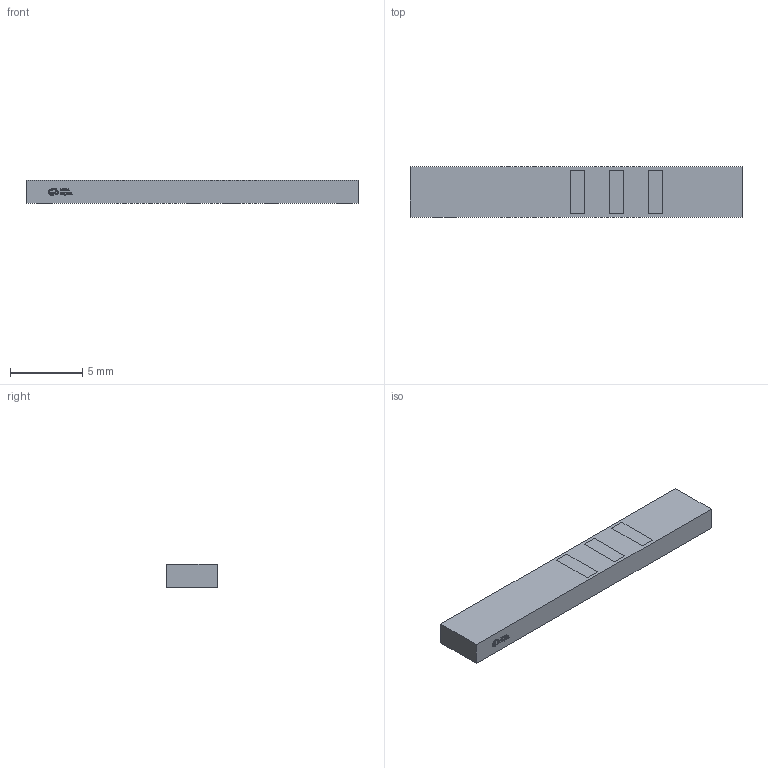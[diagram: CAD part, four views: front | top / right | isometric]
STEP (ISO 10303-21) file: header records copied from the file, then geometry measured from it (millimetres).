
FILE_DESCRIPTION (( 'STEP AP214' ), '1' );
FILE_NAME ('ANT-SMD_L23.0-W3.5.step', '2022-06-14T10:03:16', ( '' ), ( '' ), 'SwSTEP 2.0', 'SolidWorks 2020', '' );
FILE_SCHEMA (( 'AUTOMOTIVE_DESIGN' ));
Length unit declared in the file: millimetre
Products named in the file (1): ANT-SMD_L23.0-W3.5
Bounding box: 23 x 3.51 x 1.62 mm (x, y, z)
Volume: 129.1 mm3; surface area: 246.7 mm2
Topology: 1 solids, 1 shells, 270 faces, 723 edges, 482 vertices
Faces by surface type: plane 172, bspline 98
Entity records: 11863 total; most frequent: CARTESIAN_POINT 2782, ORIENTED_EDGE 1446, DIRECTION 869, EDGE_CURVE 723, LINE 523, VECTOR 523, VERTEX_POINT 482, EDGE_LOOP 297
